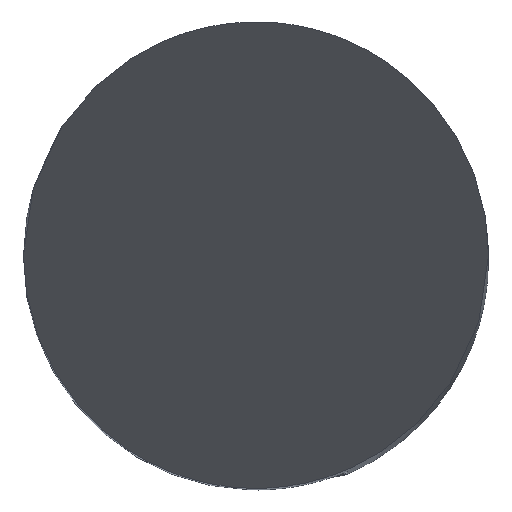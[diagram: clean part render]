
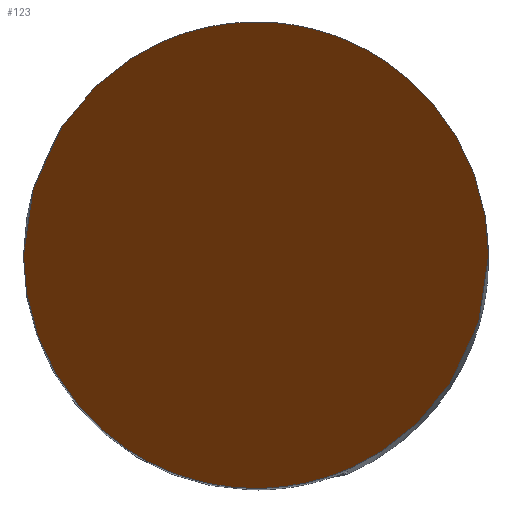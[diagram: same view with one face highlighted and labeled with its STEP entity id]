
A CAD part, top view. The second image highlights one B-rep face of the part: STEP entity #123.
In plain terms, the highlighted planar face has unit normal (0, -0.866, 0.5).
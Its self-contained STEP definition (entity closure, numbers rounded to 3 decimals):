
#102=(
BOUNDED_CURVE()
B_SPLINE_CURVE(3,(#666,#667,#668,#669),.UNSPECIFIED.,.F.,.F.)
B_SPLINE_CURVE_WITH_KNOTS((4,4),(0.,1.),.UNSPECIFIED.)
CURVE()
GEOMETRIC_REPRESENTATION_ITEM()
RATIONAL_B_SPLINE_CURVE((1.,0.333,0.333,1.))
REPRESENTATION_ITEM('')
);
#103=(
BOUNDED_CURVE()
B_SPLINE_CURVE(3,(#672,#673,#674,#675),.UNSPECIFIED.,.F.,.F.)
B_SPLINE_CURVE_WITH_KNOTS((4,4),(0.,1.),.UNSPECIFIED.)
CURVE()
GEOMETRIC_REPRESENTATION_ITEM()
RATIONAL_B_SPLINE_CURVE((1.,0.333,0.333,1.))
REPRESENTATION_ITEM('')
);
#123=ADVANCED_FACE('',(#160),#147,.T.);
#147=PLANE('',#497);
#160=FACE_OUTER_BOUND('',#185,.T.);
#185=EDGE_LOOP('',(#216,#217));
#216=ORIENTED_EDGE('',*,*,#377,.F.);
#217=ORIENTED_EDGE('',*,*,#378,.F.);
#336=VERTEX_POINT('',#670);
#337=VERTEX_POINT('',#671);
#377=EDGE_CURVE('',#336,#337,#102,.T.);
#378=EDGE_CURVE('',#337,#336,#103,.T.);
#497=AXIS2_PLACEMENT_3D('',#676,#542,#543);
#542=DIRECTION('',(0.,-0.866,0.5));
#543=DIRECTION('',(0.,-0.5,-0.866));
#666=CARTESIAN_POINT('',(3.5,0.,0.));
#667=CARTESIAN_POINT('',(3.5,-7.,-12.124));
#668=CARTESIAN_POINT('',(-3.5,-7.,-12.124));
#669=CARTESIAN_POINT('',(-3.5,0.,0.));
#670=CARTESIAN_POINT('',(3.5,0.,0.));
#671=CARTESIAN_POINT('',(-3.5,0.,0.));
#672=CARTESIAN_POINT('',(-3.5,0.,0.));
#673=CARTESIAN_POINT('',(-3.5,7.,12.124));
#674=CARTESIAN_POINT('',(3.5,7.,12.124));
#675=CARTESIAN_POINT('',(3.5,0.,0.));
#676=CARTESIAN_POINT('',(-72.156,3.5,6.062));
